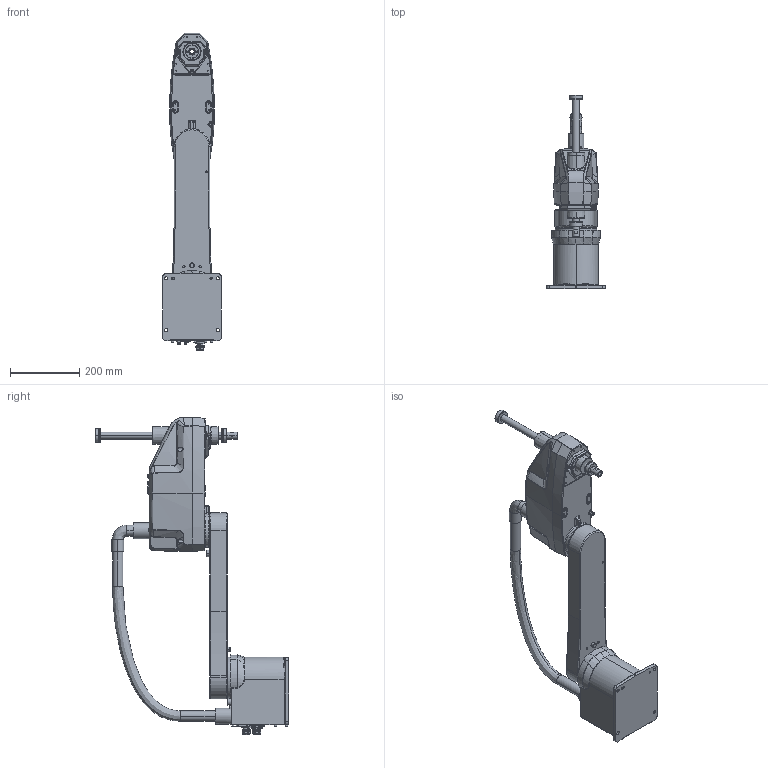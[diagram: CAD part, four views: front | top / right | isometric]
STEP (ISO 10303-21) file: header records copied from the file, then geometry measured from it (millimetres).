
FILE_DESCRIPTION (( 'STEP AP214' ), '1' );
FILE_NAME ('rh-6ch7020_asm.STEP', '2019-03-06T23:07:38', ( '' ), ( '' ), 'SwSTEP 2.0', 'SolidWorks 2015', '' );
FILE_SCHEMA (( 'AUTOMOTIVE_DESIGN' ));
Length unit declared in the file: millimetre
Products named in the file (6): RH-6CH70_CB_ELBOW_AF1; RH-6CH_SHAFT; RH-6CH_NO2ARM; RH-6CH70_NO1ARM; RH-6CH_BASE; rh-6ch7020_asm
Assembly tree (5 placements, depth 2):
  rh-6ch7020_asm
    RH-6CH_BASE
    RH-6CH70_NO1ARM
    RH-6CH_NO2ARM
    RH-6CH_SHAFT
    RH-6CH70_CB_ELBOW_AF1
Bounding box: 169 x 559 x 917.61 mm (x, y, z)
Volume: 14030239.5 mm3; surface area: 744360.2 mm2
Topology: 6 solids, 6 shells, 1759 faces, 4691 edges, 3054 vertices
Faces by surface type: cylinder 639, plane 545, bspline 428, cone 139, torus 8
Entity records: 115812 total; most frequent: CARTESIAN_POINT 78347, ORIENTED_EDGE 9338, DIRECTION 5287, EDGE_CURVE 4669, VERTEX_POINT 3054, B_SPLINE_CURVE_WITH_KNOTS 2336, EDGE_LOOP 1911, AXIS2_PLACEMENT_3D 1841
